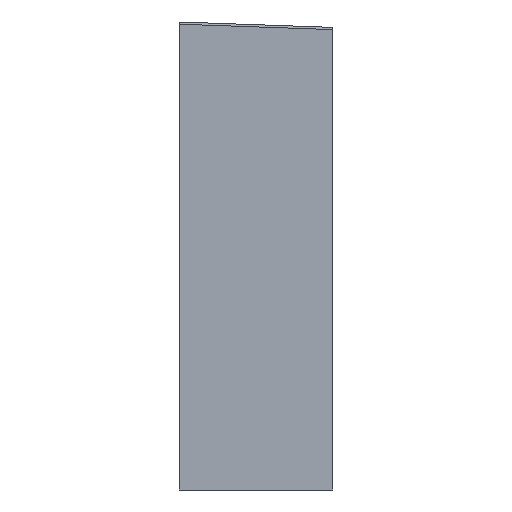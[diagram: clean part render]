
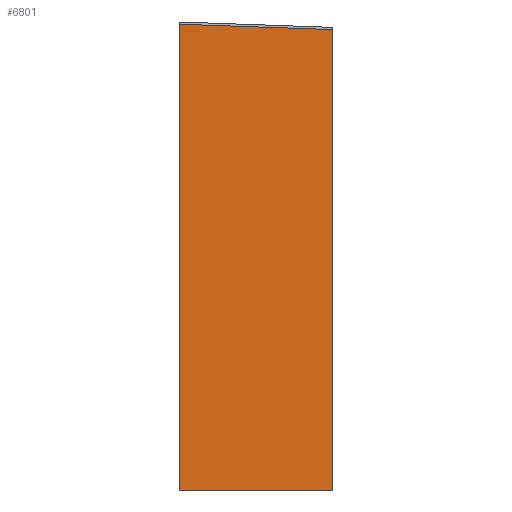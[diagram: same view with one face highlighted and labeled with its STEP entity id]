
A CAD part, left-side view. The second image highlights one B-rep face of the part: STEP entity #6801.
In plain terms, the highlighted planar face has unit normal (-1, -0.018, 0).
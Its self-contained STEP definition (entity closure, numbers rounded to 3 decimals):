
#471 = CARTESIAN_POINT ( 'NONE',  ( -295.001, 0.07, 211.002 ) ) ;
#750 = DIRECTION ( 'NONE',  ( 0.017, -1., 0. ) ) ;
#937 = CARTESIAN_POINT ( 'NONE',  ( -295., 0., 211. ) ) ;
#1804 = VECTOR ( 'NONE', #9242, 1000. ) ;
#1917 = EDGE_CURVE ( 'NONE', #5507, #4924, #3828, .T. ) ;
#1978 = CARTESIAN_POINT ( 'NONE',  ( -292.556, -140., 206.111 ) ) ;
#2255 = FACE_OUTER_BOUND ( 'NONE', #7710, .T. ) ;
#2938 = DIRECTION ( 'NONE',  ( -1., -0.017, 0. ) ) ;
#3022 = EDGE_CURVE ( 'NONE', #6382, #3174, #3460, .T. ) ;
#3062 = CARTESIAN_POINT ( 'NONE',  ( -295., 0., -213. ) ) ;
#3156 = ORIENTED_EDGE ( 'NONE', *, *, #7199, .T. ) ;
#3174 = VERTEX_POINT ( 'NONE', #1978 ) ;
#3420 = ORIENTED_EDGE ( 'NONE', *, *, #3022, .T. ) ;
#3460 = LINE ( 'NONE', #5402, #3574 ) ;
#3574 = VECTOR ( 'NONE', #6258, 1000. ) ;
#3828 = LINE ( 'NONE', #7188, #5560 ) ;
#4445 = DIRECTION ( 'NONE',  ( -0.017, 1., 0. ) ) ;
#4604 = VECTOR ( 'NONE', #4445, 1000. ) ;
#4924 = VERTEX_POINT ( 'NONE', #937 ) ;
#5106 = PLANE ( 'NONE',  #8250 ) ;
#5217 = ORIENTED_EDGE ( 'NONE', *, *, #5444, .F. ) ;
#5402 = CARTESIAN_POINT ( 'NONE',  ( -292.556, -140., 213. ) ) ;
#5444 = EDGE_CURVE ( 'NONE', #6382, #5507, #8498, .T. ) ;
#5507 = VERTEX_POINT ( 'NONE', #3062 ) ;
#5560 = VECTOR ( 'NONE', #5753, 1000. ) ;
#5753 = DIRECTION ( 'NONE',  ( 0., 0., 1. ) ) ;
#6216 = ORIENTED_EDGE ( 'NONE', *, *, #1917, .F. ) ;
#6258 = DIRECTION ( 'NONE',  ( 0., 0., 1. ) ) ;
#6382 = VERTEX_POINT ( 'NONE', #9080 ) ;
#6612 = CARTESIAN_POINT ( 'NONE',  ( -292.417, -147.955, -213. ) ) ;
#6801 = ADVANCED_FACE ( 'NONE', ( #2255 ), #5106, .T. ) ;
#7188 = CARTESIAN_POINT ( 'NONE',  ( -295., 0., 213. ) ) ;
#7199 = EDGE_CURVE ( 'NONE', #3174, #4924, #7646, .T. ) ;
#7646 = LINE ( 'NONE', #471, #1804 ) ;
#7710 = EDGE_LOOP ( 'NONE', ( #5217, #3420, #3156, #6216 ) ) ;
#8250 = AXIS2_PLACEMENT_3D ( 'NONE', #8764, #2938, #750 ) ;
#8498 = LINE ( 'NONE', #6612, #4604 ) ;
#8764 = CARTESIAN_POINT ( 'NONE',  ( -295., 0., 213. ) ) ;
#9080 = CARTESIAN_POINT ( 'NONE',  ( -292.556, -140., -213. ) ) ;
#9242 = DIRECTION ( 'NONE',  ( -0.017, 0.999, 0.035 ) ) ;
